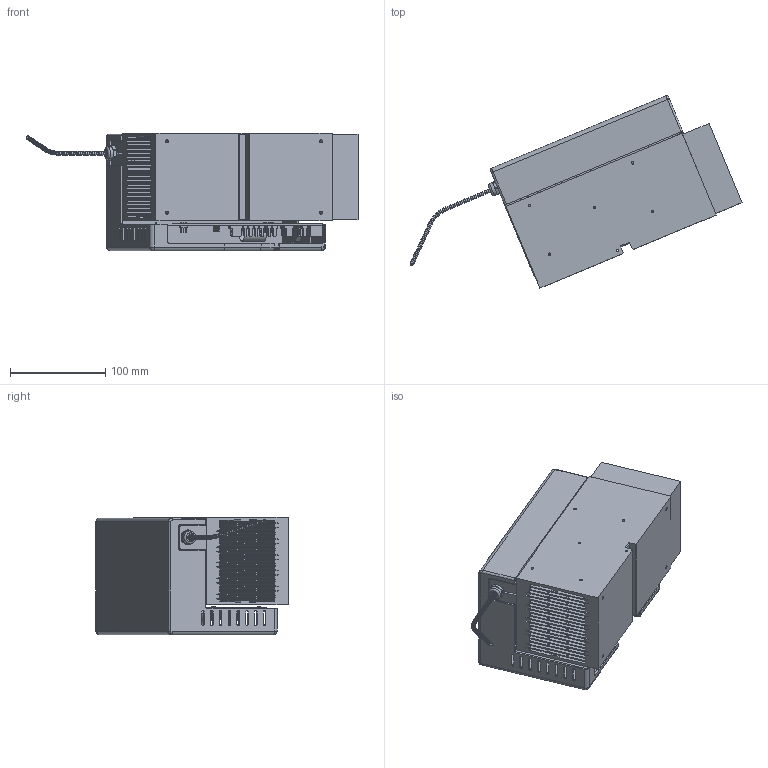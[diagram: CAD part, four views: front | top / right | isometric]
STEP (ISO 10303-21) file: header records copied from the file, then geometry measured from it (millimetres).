
FILE_DESCRIPTION (( 'STEP AP203' ), '1' );
FILE_NAME ('CCM-I_Petit-LA21-200.STEP', '2023-07-12T12:56:40', ( '' ), ( '' ), 'SwSTEP 2.0', 'SolidWorks 2021', '' );
FILE_SCHEMA (( 'CONFIG_CONTROL_DESIGN' ));
Length unit declared in the file: millimetre
Products named in the file (1): CCM-I_Petit-LA21-200
Bounding box: 348.19 x 201.64 x 123.5 mm (x, y, z)
Surface area: 835844.7 mm2 (no closed solid volume)
Topology: 0 solids, 50 shells, 869 faces, 3049 edges, 2262 vertices
Faces by surface type: plane 589, cylinder 253, torus 15, sphere 5, cone 4, bspline 3
Full cylindrical faces by diameter (mm): 2.5 x7, 3 x26, 3.3 x7, 4 x31, 6.5 x1, 8 x2, 12.5 x1, 13.6 x1
Entity records: 32903 total; most frequent: CARTESIAN_POINT 7170, DIRECTION 5240, ORIENTED_EDGE 4368, EDGE_CURVE 2951, LINE 2268, VECTOR 2268, VERTEX_POINT 2251, AXIS2_PLACEMENT_3D 1486
